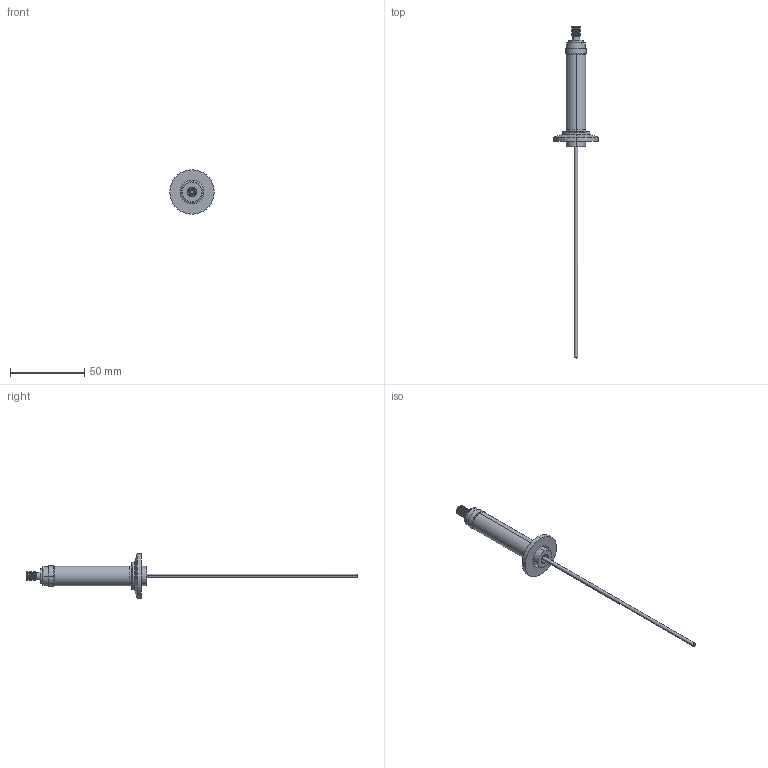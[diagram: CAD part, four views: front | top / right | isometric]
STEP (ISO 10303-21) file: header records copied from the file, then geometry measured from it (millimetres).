
FILE_DESCRIPTION (( 'STEP AP203' ), '1' );
FILE_NAME ('A0532-1-QF.STEP', '2013-06-11T11:38:16', ( '' ), ( '' ), 'SwSTEP 2.0', 'SolidWorks 2012', '' );
FILE_SCHEMA (( 'CONFIG_CONTROL_DESIGN' ));
Length unit declared in the file: inch
Products named in the file (1): A0532-1-QF
Bounding box: 29.97 x 223.9 x 29.97 mm (x, y, z)
Volume: 10149.1 mm3; surface area: 8925 mm2
Topology: 1 solids, 1 shells, 113 faces, 232 edges, 136 vertices
Faces by surface type: cone 46, cylinder 38, plane 17, torus 12
Entity records: 3065 total; most frequent: DIRECTION 608, CARTESIAN_POINT 482, ORIENTED_EDGE 464, AXIS2_PLACEMENT_3D 262, EDGE_CURVE 232, CIRCLE 148, VERTEX_POINT 136, EDGE_LOOP 128
